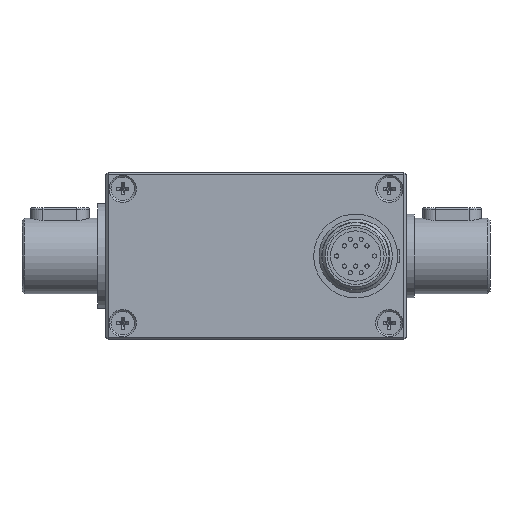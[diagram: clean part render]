
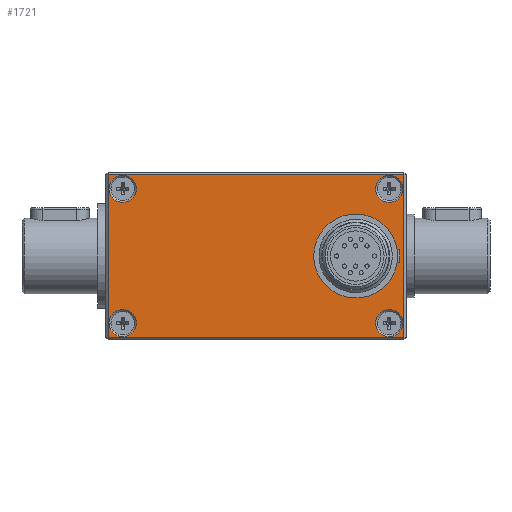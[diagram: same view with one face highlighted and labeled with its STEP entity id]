
A CAD part, left-side view. The second image highlights one B-rep face of the part: STEP entity #1721.
In plain terms, the highlighted face is planar.
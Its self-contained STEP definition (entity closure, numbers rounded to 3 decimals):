
#1721 = ADVANCED_FACE( '', ( #3402, #3403, #3404, #3405, #3406, #3407 ), #3408, .F. );
#3402 = FACE_OUTER_BOUND( '', #5190, .T. );
#3403 = FACE_BOUND( '', #5191, .T. );
#3404 = FACE_BOUND( '', #5192, .T. );
#3405 = FACE_BOUND( '', #5193, .T. );
#3406 = FACE_BOUND( '', #5194, .T. );
#3407 = FACE_BOUND( '', #5195, .T. );
#3408 = PLANE( '', #5196 );
#5190 = EDGE_LOOP( '', ( #8189, #8190, #8191, #8192 ) );
#5191 = EDGE_LOOP( '', ( #8193 ) );
#5192 = EDGE_LOOP( '', ( #8194 ) );
#5193 = EDGE_LOOP( '', ( #8195 ) );
#5194 = EDGE_LOOP( '', ( #8196 ) );
#5195 = EDGE_LOOP( '', ( #8197, #8198, #8199, #8200 ) );
#5196 = AXIS2_PLACEMENT_3D( '', #8201, #8202, #8203 );
#8189 = ORIENTED_EDGE( '', *, *, #9408, .T. );
#8190 = ORIENTED_EDGE( '', *, *, #9883, .T. );
#8191 = ORIENTED_EDGE( '', *, *, #9749, .T. );
#8192 = ORIENTED_EDGE( '', *, *, #10394, .T. );
#8193 = ORIENTED_EDGE( '', *, *, #9540, .T. );
#8194 = ORIENTED_EDGE( '', *, *, #10342, .T. );
#8195 = ORIENTED_EDGE( '', *, *, #10255, .T. );
#8196 = ORIENTED_EDGE( '', *, *, #9454, .T. );
#8197 = ORIENTED_EDGE( '', *, *, #9560, .T. );
#8198 = ORIENTED_EDGE( '', *, *, #10395, .T. );
#8199 = ORIENTED_EDGE( '', *, *, #10396, .F. );
#8200 = ORIENTED_EDGE( '', *, *, #9968, .T. );
#8201 = CARTESIAN_POINT( '', ( -35.75, -20., 0. ) );
#8202 = DIRECTION( '', ( 0., 0., 1. ) );
#8203 = DIRECTION( '', ( 1., 0., 0. ) );
#9408 = EDGE_CURVE( '', #10764, #10768, #10770, .T. );
#9454 = EDGE_CURVE( '', #10846, #10846, #10847, .T. );
#9540 = EDGE_CURVE( '', #10998, #10998, #10999, .T. );
#9560 = EDGE_CURVE( '', #11031, #11029, #11032, .T. );
#9749 = EDGE_CURVE( '', #11343, #11341, #11344, .T. );
#9883 = EDGE_CURVE( '', #10768, #11343, #11542, .T. );
#9968 = EDGE_CURVE( '', #11667, #11031, #11668, .T. );
#10255 = EDGE_CURVE( '', #12083, #12083, #12084, .T. );
#10342 = EDGE_CURVE( '', #12200, #12200, #12201, .T. );
#10394 = EDGE_CURVE( '', #11341, #10764, #12266, .T. );
#10395 = EDGE_CURVE( '', #11029, #12267, #12268, .T. );
#10396 = EDGE_CURVE( '', #11667, #12267, #12269, .F. );
#10764 = VERTEX_POINT( '', #12706 );
#10768 = VERTEX_POINT( '', #12712 );
#10770 = LINE( '', #12715, #12716 );
#10846 = VERTEX_POINT( '', #12806 );
#10847 = CIRCLE( '', #12807, 3.25 );
#10998 = VERTEX_POINT( '', #13018 );
#10999 = CIRCLE( '', #13019, 3.25 );
#11029 = VERTEX_POINT( '', #13057 );
#11031 = VERTEX_POINT( '', #13060 );
#11032 = LINE( '', #13061, #13062 );
#11341 = VERTEX_POINT( '', #13498 );
#11343 = VERTEX_POINT( '', #13501 );
#11344 = LINE( '', #13502, #13503 );
#11542 = LINE( '', #13781, #13782 );
#11667 = VERTEX_POINT( '', #13933 );
#11668 = LINE( '', #13934, #13935 );
#12083 = VERTEX_POINT( '', #14420 );
#12084 = CIRCLE( '', #14421, 3.25 );
#12200 = VERTEX_POINT( '', #14553 );
#12201 = CIRCLE( '', #14554, 3.25 );
#12266 = LINE( '', #14627, #14628 );
#12267 = VERTEX_POINT( '', #14629 );
#12268 = LINE( '', #14630, #14631 );
#12269 = CIRCLE( '', #14632, 9.25 );
#12706 = CARTESIAN_POINT( '', ( -35.25, -19.5, 0. ) );
#12712 = CARTESIAN_POINT( '', ( -35.25, 19.5, 0. ) );
#12715 = CARTESIAN_POINT( '', ( -35.25, -20., 0. ) );
#12716 = VECTOR( '', #15067, 1000. );
#12806 = CARTESIAN_POINT( '', ( 31.75, 12.75, 0. ) );
#12807 = AXIS2_PLACEMENT_3D( '', #15133, #15134, #15135 );
#13018 = CARTESIAN_POINT( '', ( 31.75, -19.25, 0. ) );
#13019 = AXIS2_PLACEMENT_3D( '', #15275, #15276, #15277 );
#13057 = CARTESIAN_POINT( '', ( 34.2, 1.5, 0. ) );
#13060 = CARTESIAN_POINT( '', ( 34.2, -1.5, 0. ) );
#13061 = CARTESIAN_POINT( '', ( 34.2, -20., 0. ) );
#13062 = VECTOR( '', #15299, 1000. );
#13498 = CARTESIAN_POINT( '', ( 35.25, -19.5, 0. ) );
#13501 = CARTESIAN_POINT( '', ( 35.25, 19.5, 0. ) );
#13502 = CARTESIAN_POINT( '', ( 35.25, -20., 0. ) );
#13503 = VECTOR( '', #15589, 1000. );
#13781 = CARTESIAN_POINT( '', ( -35.75, 19.5, 0. ) );
#13782 = VECTOR( '', #15764, 1000. );
#13933 = CARTESIAN_POINT( '', ( 32.878, -1.5, 0. ) );
#13934 = CARTESIAN_POINT( '', ( -35.75, -1.5, 0. ) );
#13935 = VECTOR( '', #15884, 1000. );
#14420 = CARTESIAN_POINT( '', ( -31.75, 12.75, 0. ) );
#14421 = AXIS2_PLACEMENT_3D( '', #16300, #16301, #16302 );
#14553 = CARTESIAN_POINT( '', ( -31.75, -19.25, 0. ) );
#14554 = AXIS2_PLACEMENT_3D( '', #16418, #16419, #16420 );
#14627 = CARTESIAN_POINT( '', ( -35.75, -19.5, 0. ) );
#14628 = VECTOR( '', #16471, 1000. );
#14629 = CARTESIAN_POINT( '', ( 32.878, 1.5, 0. ) );
#14630 = CARTESIAN_POINT( '', ( -35.75, 1.5, 0. ) );
#14631 = VECTOR( '', #16472, 1000. );
#14632 = AXIS2_PLACEMENT_3D( '', #16473, #16474, #16475 );
#15067 = DIRECTION( '', ( 0., 1., 0. ) );
#15133 = CARTESIAN_POINT( '', ( 31.75, 16., 0. ) );
#15134 = DIRECTION( '', ( 0., 0., 1. ) );
#15135 = DIRECTION( '', ( 0., -1., 0. ) );
#15275 = CARTESIAN_POINT( '', ( 31.75, -16., 0. ) );
#15276 = DIRECTION( '', ( 0., 0., 1. ) );
#15277 = DIRECTION( '', ( 0., -1., 0. ) );
#15299 = DIRECTION( '', ( 0., 1., 0. ) );
#15589 = DIRECTION( '', ( 0., -1., 0. ) );
#15764 = DIRECTION( '', ( 1., 0., 0. ) );
#15884 = DIRECTION( '', ( 1., 0., 0. ) );
#16300 = CARTESIAN_POINT( '', ( -31.75, 16., 0. ) );
#16301 = DIRECTION( '', ( 0., 0., 1. ) );
#16302 = DIRECTION( '', ( 0., -1., 0. ) );
#16418 = CARTESIAN_POINT( '', ( -31.75, -16., 0. ) );
#16419 = DIRECTION( '', ( 0., 0., 1. ) );
#16420 = DIRECTION( '', ( 0., -1., 0. ) );
#16471 = DIRECTION( '', ( -1., 0., 0. ) );
#16472 = DIRECTION( '', ( -1., 0., 0. ) );
#16473 = CARTESIAN_POINT( '', ( 23.75, 0., 0. ) );
#16474 = DIRECTION( '', ( 0., 0., 1. ) );
#16475 = DIRECTION( '', ( 1., 0., 0. ) );
